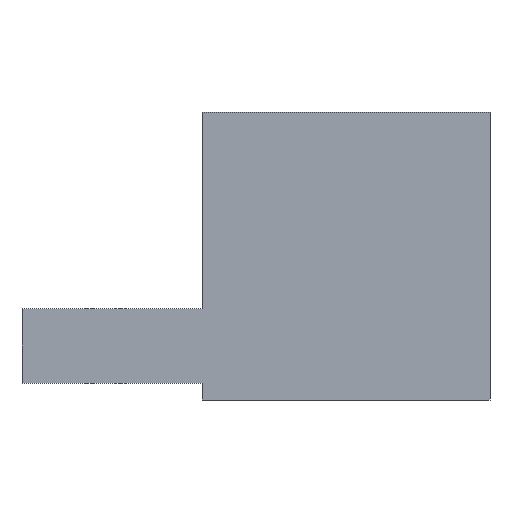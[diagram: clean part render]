
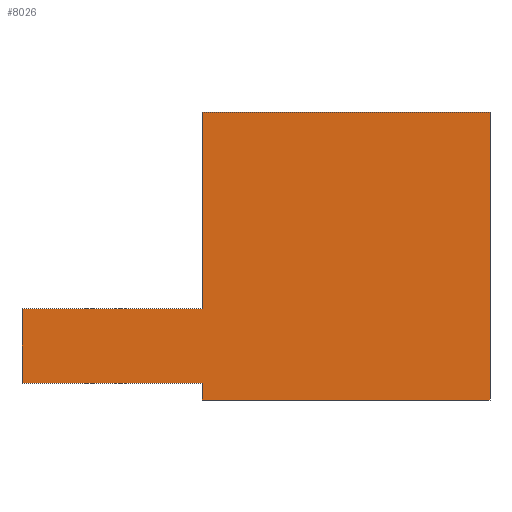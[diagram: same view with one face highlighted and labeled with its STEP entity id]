
A CAD part, left-side view. The second image highlights one B-rep face of the part: STEP entity #8026.
In plain terms, the highlighted planar face has unit normal (-1, 0, 0).
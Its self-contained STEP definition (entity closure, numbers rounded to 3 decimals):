
#176=PLANE('',#8159);
#618=FACE_OUTER_BOUND('',#1080,.T.);
#1080=EDGE_LOOP('',(#7229,#7230,#7231,#7232,#7233,#7234,#7235,#7236));
#1543=LINE('',#17125,#2049);
#1551=LINE('',#17140,#2057);
#1552=LINE('',#17142,#2058);
#1578=LINE('',#17276,#2084);
#1581=LINE('',#17280,#2087);
#1583=LINE('',#17283,#2089);
#1584=LINE('',#17286,#2090);
#1586=LINE('',#17289,#2092);
#2049=VECTOR('',#8777,10.);
#2057=VECTOR('',#8789,10.);
#2058=VECTOR('',#8792,10.);
#2084=VECTOR('',#8852,10.);
#2087=VECTOR('',#8857,10.);
#2089=VECTOR('',#8859,10.);
#2090=VECTOR('',#8862,10.);
#2092=VECTOR('',#8866,10.);
#3563=VERTEX_POINT('',#17121);
#3565=VERTEX_POINT('',#17124);
#3569=VERTEX_POINT('',#17136);
#3570=VERTEX_POINT('',#17138);
#3597=VERTEX_POINT('',#17274);
#3598=VERTEX_POINT('',#17275);
#3599=VERTEX_POINT('',#17281);
#3600=VERTEX_POINT('',#17285);
#4757=EDGE_CURVE('',#3563,#3565,#1543,.T.);
#4765=EDGE_CURVE('',#3569,#3570,#1551,.T.);
#4766=EDGE_CURVE('',#3565,#3570,#1552,.T.);
#4804=EDGE_CURVE('',#3597,#3598,#1578,.T.);
#4807=EDGE_CURVE('',#3569,#3597,#1581,.T.);
#4809=EDGE_CURVE('',#3599,#3563,#1583,.T.);
#4810=EDGE_CURVE('',#3600,#3599,#1584,.T.);
#4812=EDGE_CURVE('',#3598,#3600,#1586,.T.);
#7229=ORIENTED_EDGE('',*,*,#4812,.F.);
#7230=ORIENTED_EDGE('',*,*,#4804,.F.);
#7231=ORIENTED_EDGE('',*,*,#4807,.F.);
#7232=ORIENTED_EDGE('',*,*,#4765,.T.);
#7233=ORIENTED_EDGE('',*,*,#4766,.F.);
#7234=ORIENTED_EDGE('',*,*,#4757,.F.);
#7235=ORIENTED_EDGE('',*,*,#4809,.F.);
#7236=ORIENTED_EDGE('',*,*,#4810,.F.);
#8026=ADVANCED_FACE('',(#618),#176,.F.);
#8159=AXIS2_PLACEMENT_3D('',#17291,#8869,#8870);
#8777=DIRECTION('',(0.,1.,0.));
#8789=DIRECTION('',(0.,1.,0.));
#8792=DIRECTION('',(0.,0.,1.));
#8852=DIRECTION('',(0.,-1.,0.));
#8857=DIRECTION('',(0.,0.,1.));
#8859=DIRECTION('',(0.,0.,1.));
#8862=DIRECTION('',(0.,1.,0.));
#8866=DIRECTION('',(0.,0.,-1.));
#8869=DIRECTION('center_axis',(1.,0.,0.));
#8870=DIRECTION('ref_axis',(0.,1.,0.));
#17121=CARTESIAN_POINT('',(0.,120.,7.));
#17124=CARTESIAN_POINT('',(0.,195.,7.));
#17125=CARTESIAN_POINT('',(0.,120.,7.));
#17136=CARTESIAN_POINT('',(0.,120.,38.));
#17138=CARTESIAN_POINT('',(0.,195.,38.));
#17140=CARTESIAN_POINT('',(0.,120.,38.));
#17142=CARTESIAN_POINT('',(0.,195.,7.));
#17274=CARTESIAN_POINT('',(0.,120.,120.));
#17275=CARTESIAN_POINT('',(0.,0.,120.));
#17276=CARTESIAN_POINT('',(0.,120.,120.));
#17280=CARTESIAN_POINT('',(0.,120.,0.));
#17281=CARTESIAN_POINT('',(0.,120.,0.));
#17283=CARTESIAN_POINT('',(0.,120.,0.));
#17285=CARTESIAN_POINT('',(0.,0.,0.));
#17286=CARTESIAN_POINT('',(0.,0.,0.));
#17289=CARTESIAN_POINT('',(0.,0.,120.));
#17291=CARTESIAN_POINT('Origin',(0.,60.,60.));
